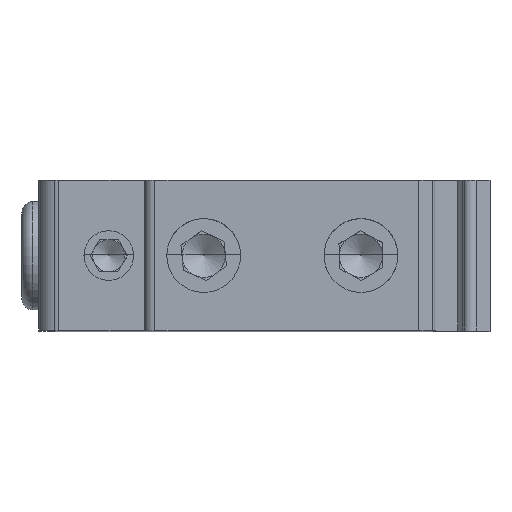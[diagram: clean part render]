
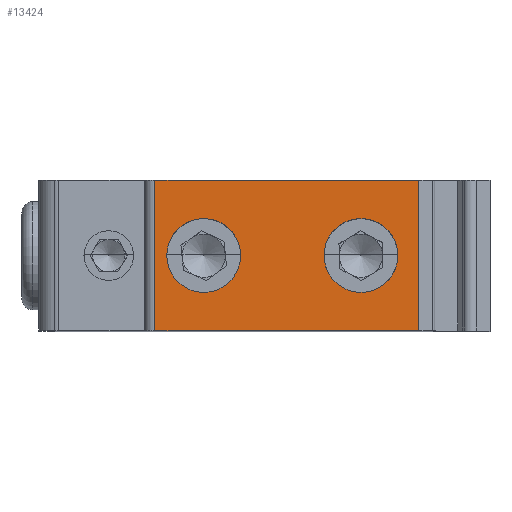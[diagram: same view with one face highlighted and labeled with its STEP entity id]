
A CAD part, top view. The second image highlights one B-rep face of the part: STEP entity #13424.
In plain terms, the highlighted planar face has unit normal (0, 0, 1).
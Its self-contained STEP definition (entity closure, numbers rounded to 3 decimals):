
#1069=CIRCLE('',#14448,3.5);
#1070=CIRCLE('',#14449,3.5);
#3143=ORIENTED_EDGE('',*,*,#4747,.F.);
#3144=ORIENTED_EDGE('',*,*,#4665,.F.);
#3145=ORIENTED_EDGE('',*,*,#4748,.T.);
#3146=ORIENTED_EDGE('',*,*,#4622,.T.);
#3147=ORIENTED_EDGE('',*,*,#4749,.F.);
#3148=ORIENTED_EDGE('',*,*,#4750,.F.);
#4622=EDGE_CURVE('',#5660,#5659,#6220,.T.);
#4665=EDGE_CURVE('',#5697,#5698,#6253,.T.);
#4747=EDGE_CURVE('',#5698,#5659,#6318,.T.);
#4748=EDGE_CURVE('',#5697,#5660,#6319,.T.);
#4749=EDGE_CURVE('',#5738,#5738,#1069,.T.);
#4750=EDGE_CURVE('',#5739,#5739,#1070,.T.);
#5659=VERTEX_POINT('',#20134);
#5660=VERTEX_POINT('',#20136);
#5697=VERTEX_POINT('',#20218);
#5698=VERTEX_POINT('',#20220);
#5738=VERTEX_POINT('',#20378);
#5739=VERTEX_POINT('',#20380);
#6220=LINE('',#20135,#6751);
#6253=LINE('',#20219,#6784);
#6318=LINE('',#20375,#6849);
#6319=LINE('',#20376,#6850);
#6751=VECTOR('',#16619,1000.);
#6784=VECTOR('',#16678,1000.);
#6849=VECTOR('',#16845,1000.);
#6850=VECTOR('',#16846,1000.);
#7573=EDGE_LOOP('',(#3143,#3144,#3145,#3146));
#7574=EDGE_LOOP('',(#3147));
#7575=EDGE_LOOP('',(#3148));
#8423=FACE_BOUND('',#7573,.T.);
#8424=FACE_BOUND('',#7574,.T.);
#8425=FACE_BOUND('',#7575,.T.);
#8776=PLANE('',#14447);
#13424=ADVANCED_FACE('',(#8423,#8424,#8425),#8776,.F.);
#14447=AXIS2_PLACEMENT_3D('',#20374,#16843,#16844);
#14448=AXIS2_PLACEMENT_3D('',#20377,#16847,#16848);
#14449=AXIS2_PLACEMENT_3D('',#20379,#16849,#16850);
#16619=DIRECTION('',(-1.,0.,0.));
#16678=DIRECTION('',(-1.,0.,0.));
#16843=DIRECTION('',(0.,0.,-1.));
#16844=DIRECTION('',(-1.,0.,0.));
#16845=DIRECTION('',(0.,1.,0.));
#16846=DIRECTION('',(0.,1.,0.));
#16847=DIRECTION('',(0.,0.,1.));
#16848=DIRECTION('',(1.,0.,0.));
#16849=DIRECTION('',(0.,0.,1.));
#16850=DIRECTION('',(1.,0.,0.));
#20134=CARTESIAN_POINT('',(-9.575,0.,28.815));
#20135=CARTESIAN_POINT('',(22.175,0.,28.815));
#20136=CARTESIAN_POINT('',(15.425,0.,28.815));
#20218=CARTESIAN_POINT('',(15.425,-14.3,28.815));
#20219=CARTESIAN_POINT('',(22.175,-14.3,28.815));
#20220=CARTESIAN_POINT('',(-9.575,-14.3,28.815));
#20374=CARTESIAN_POINT('',(22.175,-14.3,28.815));
#20375=CARTESIAN_POINT('',(-9.575,-7.15,28.815));
#20376=CARTESIAN_POINT('',(15.425,-70.,28.815));
#20377=CARTESIAN_POINT('',(-4.955,-7.15,28.815));
#20378=CARTESIAN_POINT('',(-1.455,-7.15,28.815));
#20379=CARTESIAN_POINT('',(9.945,-7.15,28.815));
#20380=CARTESIAN_POINT('',(13.445,-7.15,28.815));
